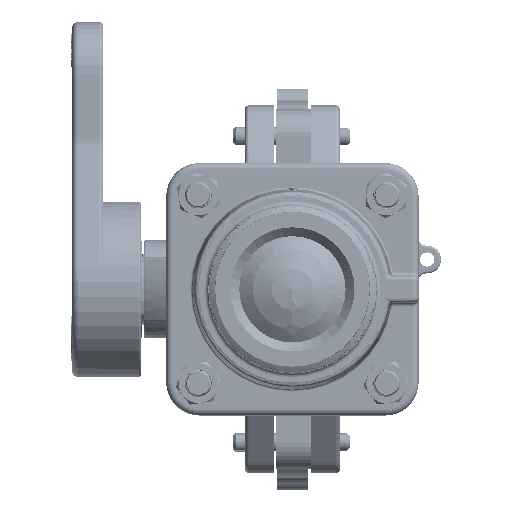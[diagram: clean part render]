
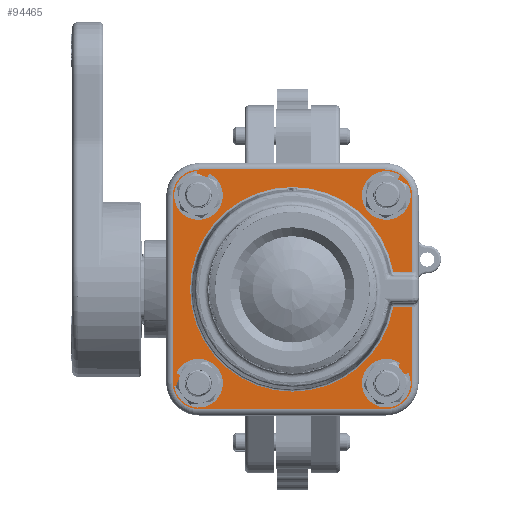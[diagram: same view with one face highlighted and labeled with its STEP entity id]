
A CAD part, left-side view. The second image highlights one B-rep face of the part: STEP entity #94465.
In plain terms, the highlighted planar face has unit normal (-1, 0, 0).
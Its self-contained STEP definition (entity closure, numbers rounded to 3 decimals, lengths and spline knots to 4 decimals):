
#7103=FACE_BOUND('',#14817,.T.);
#7104=FACE_BOUND('',#14818,.T.);
#7105=FACE_BOUND('',#14819,.T.);
#7106=FACE_BOUND('',#14820,.T.);
#9102=FACE_OUTER_BOUND('',#14816,.T.);
#14816=EDGE_LOOP('',(#66724,#66725,#66726,#66727,#66728,#66729,#66730,#66731,
#66732,#66733,#66734,#66735));
#14817=EDGE_LOOP('',(#66736));
#14818=EDGE_LOOP('',(#66737));
#14819=EDGE_LOOP('',(#66738));
#14820=EDGE_LOOP('',(#66739));
#20574=CIRCLE('',#100349,1.443);
#20581=CIRCLE('',#100359,0.233);
#20582=CIRCLE('',#100361,0.379);
#20583=CIRCLE('',#100362,0.379);
#20584=CIRCLE('',#100363,0.379);
#20585=CIRCLE('',#100364,0.379);
#20586=CIRCLE('',#100365,0.233);
#20587=CIRCLE('',#100366,0.233);
#20588=CIRCLE('',#100367,0.233);
#22615=LINE('',#133089,#31546);
#22616=LINE('',#133140,#31547);
#22617=LINE('',#133144,#31548);
#22618=LINE('',#133148,#31549);
#22619=LINE('',#133152,#31550);
#22620=LINE('',#133156,#31551);
#22621=LINE('',#133157,#31552);
#31546=VECTOR('',#108071,0.2684);
#31547=VECTOR('',#108086,1.0635);
#31548=VECTOR('',#108089,2.622);
#31549=VECTOR('',#108092,2.622);
#31550=VECTOR('',#108095,2.622);
#31551=VECTOR('',#108098,1.0635);
#31552=VECTOR('',#108099,0.2684);
#40768=VERTEX_POINT('',#132908);
#40771=VERTEX_POINT('',#132913);
#40776=VERTEX_POINT('',#133087);
#40782=VERTEX_POINT('',#133136);
#40783=VERTEX_POINT('',#133139);
#40784=VERTEX_POINT('',#133141);
#40785=VERTEX_POINT('',#133143);
#40786=VERTEX_POINT('',#133145);
#40787=VERTEX_POINT('',#133147);
#40788=VERTEX_POINT('',#133149);
#40789=VERTEX_POINT('',#133151);
#40790=VERTEX_POINT('',#133153);
#40791=VERTEX_POINT('',#133155);
#40792=VERTEX_POINT('',#133158);
#40793=VERTEX_POINT('',#133160);
#40794=VERTEX_POINT('',#133162);
#50680=EDGE_CURVE('',#40771,#40768,#20574,.T.);
#50692=EDGE_CURVE('',#40776,#40771,#22615,.T.);
#50700=EDGE_CURVE('',#40782,#40782,#20581,.T.);
#50701=EDGE_CURVE('',#40783,#40776,#22616,.T.);
#50702=EDGE_CURVE('',#40784,#40783,#20582,.T.);
#50703=EDGE_CURVE('',#40785,#40784,#22617,.T.);
#50704=EDGE_CURVE('',#40786,#40785,#20583,.T.);
#50705=EDGE_CURVE('',#40787,#40786,#22618,.T.);
#50706=EDGE_CURVE('',#40788,#40787,#20584,.T.);
#50707=EDGE_CURVE('',#40789,#40788,#22619,.T.);
#50708=EDGE_CURVE('',#40790,#40789,#20585,.T.);
#50709=EDGE_CURVE('',#40791,#40790,#22620,.T.);
#50710=EDGE_CURVE('',#40768,#40791,#22621,.T.);
#50711=EDGE_CURVE('',#40792,#40792,#20586,.T.);
#50712=EDGE_CURVE('',#40793,#40793,#20587,.T.);
#50713=EDGE_CURVE('',#40794,#40794,#20588,.T.);
#66724=ORIENTED_EDGE('',*,*,#50680,.F.);
#66725=ORIENTED_EDGE('',*,*,#50692,.F.);
#66726=ORIENTED_EDGE('',*,*,#50701,.F.);
#66727=ORIENTED_EDGE('',*,*,#50702,.F.);
#66728=ORIENTED_EDGE('',*,*,#50703,.F.);
#66729=ORIENTED_EDGE('',*,*,#50704,.F.);
#66730=ORIENTED_EDGE('',*,*,#50705,.F.);
#66731=ORIENTED_EDGE('',*,*,#50706,.F.);
#66732=ORIENTED_EDGE('',*,*,#50707,.F.);
#66733=ORIENTED_EDGE('',*,*,#50708,.F.);
#66734=ORIENTED_EDGE('',*,*,#50709,.F.);
#66735=ORIENTED_EDGE('',*,*,#50710,.F.);
#66736=ORIENTED_EDGE('',*,*,#50711,.F.);
#66737=ORIENTED_EDGE('',*,*,#50712,.F.);
#66738=ORIENTED_EDGE('',*,*,#50713,.F.);
#66739=ORIENTED_EDGE('',*,*,#50700,.F.);
#91107=PLANE('',#100360);
#94465=ADVANCED_FACE('',(#9102,#7103,#7104,#7105,#7106),#91107,.T.);
#100349=AXIS2_PLACEMENT_3D('',#132915,#108061,#108062);
#100359=AXIS2_PLACEMENT_3D('',#133137,#108082,#108083);
#100360=AXIS2_PLACEMENT_3D('',#133138,#108084,#108085);
#100361=AXIS2_PLACEMENT_3D('',#133142,#108087,#108088);
#100362=AXIS2_PLACEMENT_3D('',#133146,#108090,#108091);
#100363=AXIS2_PLACEMENT_3D('',#133150,#108093,#108094);
#100364=AXIS2_PLACEMENT_3D('',#133154,#108096,#108097);
#100365=AXIS2_PLACEMENT_3D('',#133159,#108100,#108101);
#100366=AXIS2_PLACEMENT_3D('',#133161,#108102,#108103);
#100367=AXIS2_PLACEMENT_3D('',#133163,#108104,#108105);
#108061=DIRECTION('center_axis',(-1.,0.,0.));
#108062=DIRECTION('ref_axis',(0.,1.,0.));
#108071=DIRECTION('',(0.,1.,0.));
#108082=DIRECTION('center_axis',(-1.,0.,0.));
#108083=DIRECTION('ref_axis',(0.,0.,-1.));
#108084=DIRECTION('center_axis',(-1.,0.,0.));
#108085=DIRECTION('ref_axis',(0.,0.,1.));
#108086=DIRECTION('',(0.,0.,-1.));
#108087=DIRECTION('center_axis',(1.,0.,0.));
#108088=DIRECTION('ref_axis',(0.,-0.707,0.707));
#108089=DIRECTION('',(0.,-1.,0.));
#108090=DIRECTION('center_axis',(1.,0.,0.));
#108091=DIRECTION('ref_axis',(0.,0.707,0.707));
#108092=DIRECTION('',(0.,0.,1.));
#108093=DIRECTION('center_axis',(1.,0.,0.));
#108094=DIRECTION('ref_axis',(0.,0.707,-0.707));
#108095=DIRECTION('',(0.,1.,0.));
#108096=DIRECTION('center_axis',(1.,0.,0.));
#108097=DIRECTION('ref_axis',(0.,-0.707,-0.707));
#108098=DIRECTION('',(0.,0.,-1.));
#108099=DIRECTION('',(0.,-1.,0.));
#108100=DIRECTION('center_axis',(-1.,0.,0.));
#108101=DIRECTION('ref_axis',(0.,0.,-1.));
#108102=DIRECTION('center_axis',(-1.,0.,0.));
#108103=DIRECTION('ref_axis',(0.,0.,-1.));
#108104=DIRECTION('center_axis',(-1.,0.,0.));
#108105=DIRECTION('ref_axis',(0.,0.,-1.));
#132908=CARTESIAN_POINT('',(1.7,-1.4216,-0.2475));
#132913=CARTESIAN_POINT('',(1.7,-1.4216,0.2475));
#132915=CARTESIAN_POINT('Origin',(1.7,0.,0.));
#133087=CARTESIAN_POINT('',(1.7,-1.69,0.2475));
#133089=CARTESIAN_POINT('',(1.7,-0.0162,0.2475));
#133136=CARTESIAN_POINT('',(1.7,1.324,-1.091));
#133137=CARTESIAN_POINT('Origin',(1.7,1.324,-1.324));
#133138=CARTESIAN_POINT('Origin',(1.7,1.4975,0.));
#133139=CARTESIAN_POINT('',(1.7,-1.69,1.311));
#133140=CARTESIAN_POINT('',(1.7,-1.69,-0.89));
#133141=CARTESIAN_POINT('',(1.7,-1.311,1.69));
#133142=CARTESIAN_POINT('Origin',(1.7,-1.311,1.311));
#133143=CARTESIAN_POINT('',(1.7,1.311,1.69));
#133144=CARTESIAN_POINT('',(1.7,-0.1413,1.69));
#133145=CARTESIAN_POINT('',(1.7,1.69,1.311));
#133146=CARTESIAN_POINT('Origin',(1.7,1.311,1.311));
#133147=CARTESIAN_POINT('',(1.7,1.69,-1.311));
#133148=CARTESIAN_POINT('',(1.7,1.69,0.89));
#133149=CARTESIAN_POINT('',(1.7,1.311,-1.69));
#133150=CARTESIAN_POINT('Origin',(1.7,1.311,-1.311));
#133151=CARTESIAN_POINT('',(1.7,-1.311,-1.69));
#133152=CARTESIAN_POINT('',(1.7,1.6388,-1.69));
#133153=CARTESIAN_POINT('',(1.7,-1.69,-1.311));
#133154=CARTESIAN_POINT('Origin',(1.7,-1.311,-1.311));
#133155=CARTESIAN_POINT('',(1.7,-1.69,-0.2475));
#133156=CARTESIAN_POINT('',(1.7,-1.69,-0.89));
#133157=CARTESIAN_POINT('',(1.7,-0.0162,-0.2475));
#133158=CARTESIAN_POINT('',(1.7,-1.324,-1.091));
#133159=CARTESIAN_POINT('Origin',(1.7,-1.324,-1.324));
#133160=CARTESIAN_POINT('',(1.7,1.324,1.557));
#133161=CARTESIAN_POINT('Origin',(1.7,1.324,1.324));
#133162=CARTESIAN_POINT('',(1.7,-1.324,1.557));
#133163=CARTESIAN_POINT('Origin',(1.7,-1.324,1.324));
